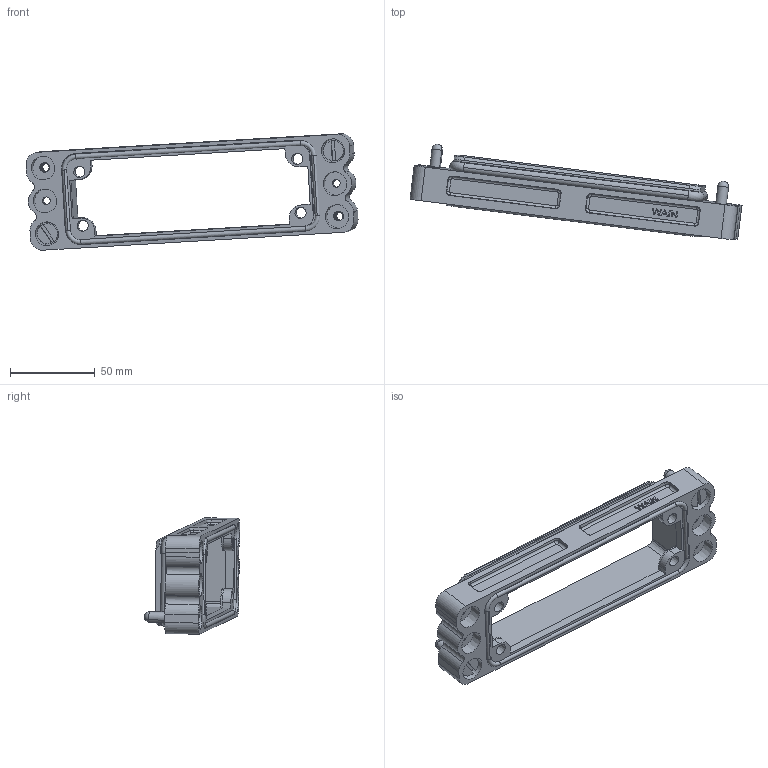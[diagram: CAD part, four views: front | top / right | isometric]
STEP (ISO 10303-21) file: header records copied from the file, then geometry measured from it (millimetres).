
FILE_DESCRIPTION(/* description */ (''),/* implementation_level */ '2;1');
FILE_NAME(/* name */ '_asm4.stp',/* time_stamp */ '2023-12-21T18:03:07+08:00',/* author */ (''),/* organization */ (''),/* preprocessor_version */ 'ST-DEVELOPER v18.1',/* originating_system */ 'SIEMENS PLM Software NX 1980',/* authorisation */ '');
FILE_SCHEMA (('AUTOMOTIVE_DESIGN { 1 0 10303 214 3 1 1 1 }'));
Length unit declared in the file: millimetre
Products named in the file (5): 9030000_ugp_0ww07909nbu3f; 9030000_ugp_5tc07909nbtue; 2130243301003_01_S_HP24B_HE_BK_4H____; 2980020_ugp_2gq1dz89mb6ju; _asm4
Assembly tree (5 placements, depth 2):
  _asm4
    2980020_ugp_2gq1dz89mb6ju  x2
    2130243301003_01_S_HP24B_HE_BK_4H____
    9030000_ugp_5tc07909nbtue
    9030000_ugp_0ww07909nbu3f
Bounding box: 196.23 x 56.49 x 68.83 mm (x, y, z)
Volume: 89069.8 mm3; surface area: 52337.6 mm2
Topology: 5 solids, 5 shells, 461 faces, 1214 edges, 782 vertices
Faces by surface type: plane 203, cylinder 137, bspline 45, cone 36, torus 20, extrusion 16, sphere 4
Entity records: 27672 total; most frequent: CARTESIAN_POINT 17733, ORIENTED_EDGE 2144, DIRECTION 1858, EDGE_CURVE 1072, VERTEX_POINT 697, AXIS2_PLACEMENT_3D 690, EDGE_LOOP 485, VECTOR 478
